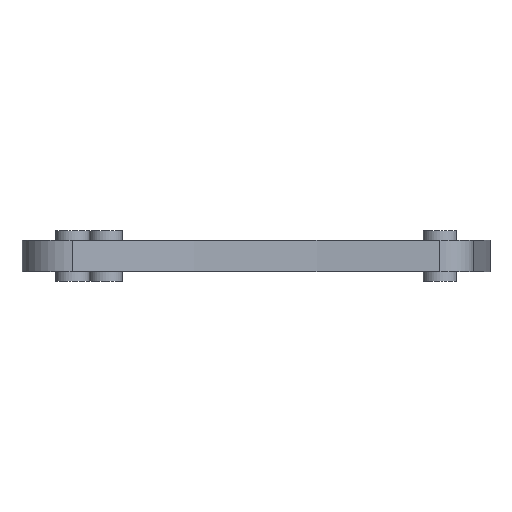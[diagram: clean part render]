
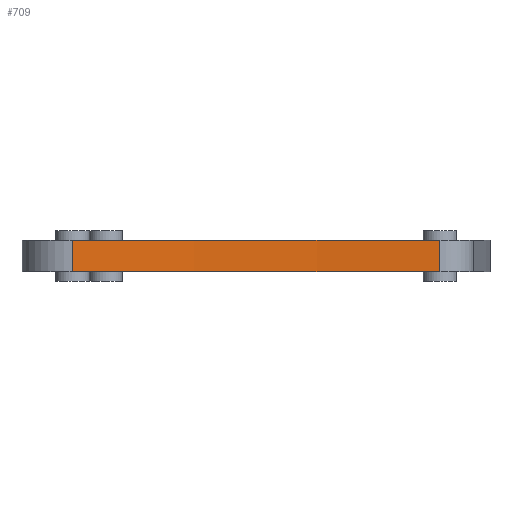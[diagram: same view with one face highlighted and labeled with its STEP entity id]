
A CAD part, left-side view. The second image highlights one B-rep face of the part: STEP entity #709.
In plain terms, the highlighted cylindrical face has radius 545.244 mm (diameter 1090.49 mm), a partial arc.
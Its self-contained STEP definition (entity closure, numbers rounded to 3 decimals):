
#95=LINE('',#1294,#139);
#96=LINE('',#1300,#140);
#139=VECTOR('',#1075,10.);
#140=VECTOR('',#1082,10.);
#165=CYLINDRICAL_SURFACE('',#850,545.244);
#199=FACE_OUTER_BOUND('',#235,.T.);
#235=EDGE_LOOP('',(#597,#598,#599,#600));
#303=CIRCLE('',#851,545.244);
#304=CIRCLE('',#852,545.244);
#369=VERTEX_POINT('',#1290);
#370=VERTEX_POINT('',#1292);
#371=VERTEX_POINT('',#1296);
#372=VERTEX_POINT('',#1298);
#465=EDGE_CURVE('',#369,#370,#95,.T.);
#466=EDGE_CURVE('',#371,#369,#303,.T.);
#467=EDGE_CURVE('',#372,#370,#304,.T.);
#468=EDGE_CURVE('',#371,#372,#96,.T.);
#597=ORIENTED_EDGE('',*,*,#466,.T.);
#598=ORIENTED_EDGE('',*,*,#465,.T.);
#599=ORIENTED_EDGE('',*,*,#467,.F.);
#600=ORIENTED_EDGE('',*,*,#468,.F.);
#709=ADVANCED_FACE('',(#199),#165,.F.);
#850=AXIS2_PLACEMENT_3D('',#1295,#1076,#1077);
#851=AXIS2_PLACEMENT_3D('',#1297,#1078,#1079);
#852=AXIS2_PLACEMENT_3D('',#1299,#1080,#1081);
#1075=DIRECTION('',(0.,0.,1.));
#1076=DIRECTION('center_axis',(0.,0.,1.));
#1077=DIRECTION('ref_axis',(-0.998,0.056,0.));
#1078=DIRECTION('center_axis',(0.,0.,-1.));
#1079=DIRECTION('ref_axis',(-0.998,0.056,0.));
#1080=DIRECTION('center_axis',(0.,0.,-1.));
#1081=DIRECTION('ref_axis',(-0.998,0.056,0.));
#1082=DIRECTION('',(0.,0.,1.));
#1290=CARTESIAN_POINT('',(-100.021,-55.005,0.));
#1292=CARTESIAN_POINT('',(-100.021,-55.005,9.4));
#1294=CARTESIAN_POINT('',(-100.021,-55.005,0.));
#1295=CARTESIAN_POINT('Origin',(-644.417,-24.602,0.));
#1296=CARTESIAN_POINT('',(-105.014,54.992,0.));
#1297=CARTESIAN_POINT('Origin',(-644.417,-24.602,0.));
#1298=CARTESIAN_POINT('',(-105.014,54.992,9.4));
#1299=CARTESIAN_POINT('Origin',(-644.417,-24.602,9.4));
#1300=CARTESIAN_POINT('',(-105.014,54.992,0.));
